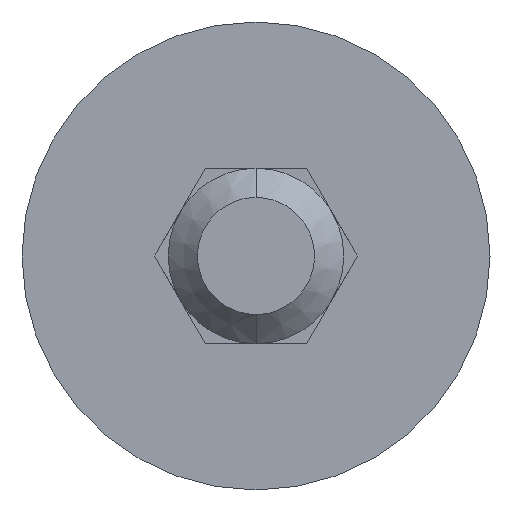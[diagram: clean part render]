
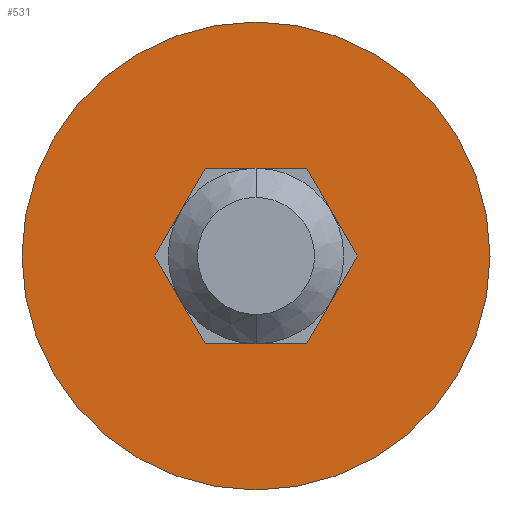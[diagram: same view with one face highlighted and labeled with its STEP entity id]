
A CAD part, left-side view. The second image highlights one B-rep face of the part: STEP entity #531.
In plain terms, the highlighted planar face has unit normal (-1, 0, 0).
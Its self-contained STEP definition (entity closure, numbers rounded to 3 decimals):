
#487=AXIS2_PLACEMENT_3D('Plane Axis2P3D',#484,#485,#486) ;
#491=AXIS2_PLACEMENT_3D('Circle Axis2P3D',#489,#490,$) ;
#500=AXIS2_PLACEMENT_3D('Circle Axis2P3D',#498,#499,$) ;
#507=AXIS2_PLACEMENT_3D('Circle Axis2P3D',#505,#506,$) ;
#514=AXIS2_PLACEMENT_3D('Circle Axis2P3D',#512,#513,$) ;
#235=CARTESIAN_POINT('Vertex',(-18.5,-1.732,3.)) ;
#238=CARTESIAN_POINT('Line Origine',(-18.5,0.,3.)) ;
#242=CARTESIAN_POINT('Vertex',(-18.5,1.732,3.)) ;
#286=CARTESIAN_POINT('Line Origine',(-18.5,2.598,1.5)) ;
#290=CARTESIAN_POINT('Vertex',(-18.5,3.464,0.)) ;
#334=CARTESIAN_POINT('Line Origine',(-18.5,2.598,-1.5)) ;
#338=CARTESIAN_POINT('Vertex',(-18.5,1.732,-3.)) ;
#371=CARTESIAN_POINT('Line Origine',(-18.5,0.,-3.)) ;
#375=CARTESIAN_POINT('Vertex',(-18.5,-1.732,-3.)) ;
#419=CARTESIAN_POINT('Line Origine',(-18.5,-2.598,-1.5)) ;
#423=CARTESIAN_POINT('Vertex',(-18.5,-3.464,0.)) ;
#449=CARTESIAN_POINT('Line Origine',(-18.5,-2.598,1.5)) ;
#484=CARTESIAN_POINT('Axis2P3D Location',(-18.5,3.6,0.)) ;
#489=CARTESIAN_POINT('Axis2P3D Location',(-18.5,0.,0.)) ;
#493=CARTESIAN_POINT('Vertex',(-18.5,0.,-8.)) ;
#495=CARTESIAN_POINT('Vertex',(-18.5,8.,0.)) ;
#498=CARTESIAN_POINT('Axis2P3D Location',(-18.5,0.,0.)) ;
#502=CARTESIAN_POINT('Vertex',(-18.5,-8.,0.)) ;
#505=CARTESIAN_POINT('Axis2P3D Location',(-18.5,0.,0.)) ;
#509=CARTESIAN_POINT('Vertex',(-18.5,0.,8.)) ;
#512=CARTESIAN_POINT('Axis2P3D Location',(-18.5,0.,0.)) ;
#239=DIRECTION('Vector Direction',(0.,-1.,0.)) ;
#287=DIRECTION('Vector Direction',(0.,-0.5,0.866)) ;
#335=DIRECTION('Vector Direction',(0.,0.5,0.866)) ;
#372=DIRECTION('Vector Direction',(0.,1.,0.)) ;
#420=DIRECTION('Vector Direction',(0.,0.5,-0.866)) ;
#450=DIRECTION('Vector Direction',(0.,-0.5,-0.866)) ;
#485=DIRECTION('Axis2P3D Direction',(1.,0.,-0.)) ;
#486=DIRECTION('Axis2P3D XDirection',(-0.,0.,-1.)) ;
#490=DIRECTION('Axis2P3D Direction',(1.,0.,-0.)) ;
#499=DIRECTION('Axis2P3D Direction',(1.,0.,-0.)) ;
#506=DIRECTION('Axis2P3D Direction',(1.,0.,-0.)) ;
#513=DIRECTION('Axis2P3D Direction',(1.,0.,-0.)) ;
#240=VECTOR('Line Direction',#239,1.) ;
#288=VECTOR('Line Direction',#287,1.) ;
#336=VECTOR('Line Direction',#335,1.) ;
#373=VECTOR('Line Direction',#372,1.) ;
#421=VECTOR('Line Direction',#420,1.) ;
#451=VECTOR('Line Direction',#450,1.) ;
#518=ORIENTED_EDGE('',*,*,#497,.F.) ;
#519=ORIENTED_EDGE('',*,*,#504,.F.) ;
#520=ORIENTED_EDGE('',*,*,#511,.F.) ;
#521=ORIENTED_EDGE('',*,*,#516,.F.) ;
#524=ORIENTED_EDGE('',*,*,#244,.T.) ;
#525=ORIENTED_EDGE('',*,*,#453,.T.) ;
#526=ORIENTED_EDGE('',*,*,#425,.T.) ;
#527=ORIENTED_EDGE('',*,*,#377,.T.) ;
#528=ORIENTED_EDGE('',*,*,#340,.T.) ;
#529=ORIENTED_EDGE('',*,*,#292,.T.) ;
#530=FACE_BOUND('',#523,.T.) ;
#531=ADVANCED_FACE('_JA15-6-100(0)_BODY',(#522,#530),#488,.F.) ;
#492=CIRCLE('generated circle',#491,8.) ;
#501=CIRCLE('generated circle',#500,8.) ;
#508=CIRCLE('generated circle',#507,8.) ;
#515=CIRCLE('generated circle',#514,8.) ;
#244=EDGE_CURVE('',#243,#236,#241,.T.) ;
#292=EDGE_CURVE('',#291,#243,#289,.T.) ;
#340=EDGE_CURVE('',#339,#291,#337,.T.) ;
#377=EDGE_CURVE('',#376,#339,#374,.T.) ;
#425=EDGE_CURVE('',#424,#376,#422,.T.) ;
#453=EDGE_CURVE('',#236,#424,#452,.T.) ;
#497=EDGE_CURVE('',#494,#496,#492,.T.) ;
#504=EDGE_CURVE('',#503,#494,#501,.T.) ;
#511=EDGE_CURVE('',#510,#503,#508,.T.) ;
#516=EDGE_CURVE('',#496,#510,#515,.T.) ;
#517=EDGE_LOOP('',(#518,#519,#520,#521)) ;
#523=EDGE_LOOP('',(#524,#525,#526,#527,#528,#529)) ;
#522=FACE_OUTER_BOUND('',#517,.T.) ;
#241=LINE('Line',#238,#240) ;
#289=LINE('Line',#286,#288) ;
#337=LINE('Line',#334,#336) ;
#374=LINE('Line',#371,#373) ;
#422=LINE('Line',#419,#421) ;
#452=LINE('Line',#449,#451) ;
#488=PLANE('',#487) ;
#236=VERTEX_POINT('',#235) ;
#243=VERTEX_POINT('',#242) ;
#291=VERTEX_POINT('',#290) ;
#339=VERTEX_POINT('',#338) ;
#376=VERTEX_POINT('',#375) ;
#424=VERTEX_POINT('',#423) ;
#494=VERTEX_POINT('',#493) ;
#496=VERTEX_POINT('',#495) ;
#503=VERTEX_POINT('',#502) ;
#510=VERTEX_POINT('',#509) ;
